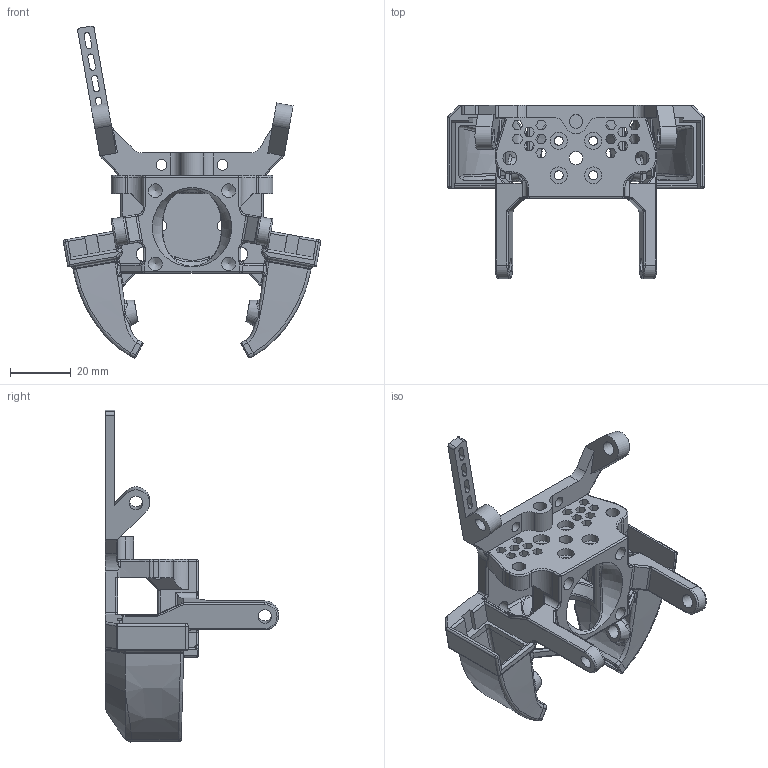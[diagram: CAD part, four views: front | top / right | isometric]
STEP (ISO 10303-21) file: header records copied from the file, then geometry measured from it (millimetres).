
FILE_DESCRIPTION(/* description */ ('STEP AP242','CAx-IF Rec.Pracs.---Representation and Presentation of Product Manufacturing Information (PMI)---4.0---2014-10-13','CAx-IF Rec.Pracs.---3D Tessellated Geometry---0.4---2014-09-14','2;1'),/* implementation_level */ '2;1');
FILE_NAME(/* name */ '686c958d53f13e6f39e9a729',/* time_stamp */ '2025-07-08T03:50:39Z',/* author */ (''),/* organization */ (''),/* preprocessor_version */ 'ST-DEVELOPER v20',/* originating_system */ 'ONSHAPE BY PTC INC, 1.200',/* authorisation */ ' ');
FILE_SCHEMA (('AP242_MANAGED_MODEL_BASED_3D_ENGINEERING_MIM_LF { 1 0 10303 442 1 1 4 }'));
Length unit declared in the file: metre
Products named in the file (1): Core
Bounding box: 84.34 x 56.81 x 108.88 mm (x, y, z)
Volume: 33321.5 mm3; surface area: 26253.1 mm2
Topology: 1 solids, 1 shells, 770 faces, 2049 edges, 1225 vertices
Faces by surface type: cylinder 274, plane 262, bspline 150, torus 71, cone 11, sphere 2
Full cylindrical faces by diameter (mm): 2.9 x4, 3.5 x4, 4.3 x1, 4.5 x15, 5.5 x4, 22.8 x1
Entity records: 26634 total; most frequent: CARTESIAN_POINT 8531, ORIENTED_EDGE 3902, DIRECTION 3580, EDGE_CURVE 1951, AXIS2_PLACEMENT_3D 1293, VERTEX_POINT 1206, LINE 994, VECTOR 994
